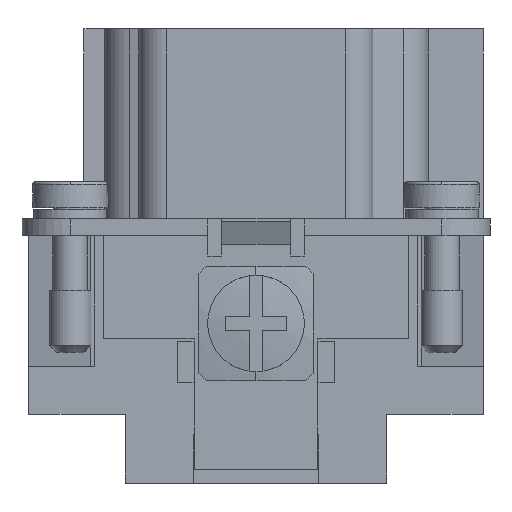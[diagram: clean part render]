
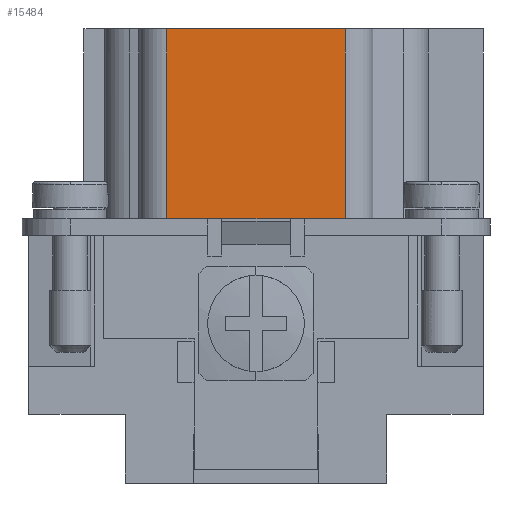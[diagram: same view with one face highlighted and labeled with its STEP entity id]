
A CAD part, left-side view. The second image highlights one B-rep face of the part: STEP entity #15484.
In plain terms, the highlighted planar face has unit normal (-1, 0, 0).
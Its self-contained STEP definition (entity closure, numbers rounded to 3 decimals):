
#12743=CARTESIAN_POINT('',(-24.5,6.5,33.));
#12744=VERTEX_POINT('',#12743);
#12752=CARTESIAN_POINT('',(-24.5,-6.5,33.));
#12753=VERTEX_POINT('',#12752);
#12754=CARTESIAN_POINT('',(-24.5,-6.5,33.));
#12755=DIRECTION('',(0.0,1.0,0.0));
#12756=VECTOR('',#12755,13.);
#12757=LINE('',#12754,#12756);
#12758=EDGE_CURVE('',#12753,#12744,#12757,.T.);
#14318=CARTESIAN_POINT('',(-24.5,-3.5,19.2));
#14319=VERTEX_POINT('',#14318);
#14326=CARTESIAN_POINT('',(-24.5,3.5,19.2));
#14327=VERTEX_POINT('',#14326);
#14328=CARTESIAN_POINT('',(-24.5,3.5,19.2));
#14329=DIRECTION('',(0.0,-1.0,0.0));
#14330=VECTOR('',#14329,7.0);
#14331=LINE('',#14328,#14330);
#14332=EDGE_CURVE('',#14327,#14319,#14331,.T.);
#15435=CARTESIAN_POINT('',(-24.5,-6.5,19.2));
#15436=VERTEX_POINT('',#15435);
#15437=CARTESIAN_POINT('',(-24.5,-6.5,19.2));
#15438=DIRECTION('',(0.0,0.0,1.0));
#15439=VECTOR('',#15438,13.8);
#15440=LINE('',#15437,#15439);
#15441=EDGE_CURVE('',#15436,#12753,#15440,.T.);
#15454=CARTESIAN_POINT('',(-24.5,-6.5,19.2));
#15455=DIRECTION('',(-1.0,0.0,0.0));
#15456=DIRECTION('',(0.0,0.0,1.0));
#15457=AXIS2_PLACEMENT_3D('',#15454,#15455,#15456);
#15458=PLANE('',#15457);
#15459=ORIENTED_EDGE('',*,*,#12758,.T.);
#15460=CARTESIAN_POINT('',(-24.5,6.5,19.2));
#15461=VERTEX_POINT('',#15460);
#15462=CARTESIAN_POINT('',(-24.5,6.5,19.2));
#15463=DIRECTION('',(0.0,0.0,1.0));
#15464=VECTOR('',#15463,13.8);
#15465=LINE('',#15462,#15464);
#15466=EDGE_CURVE('',#15461,#12744,#15465,.T.);
#15467=ORIENTED_EDGE('',*,*,#15466,.F.);
#15468=CARTESIAN_POINT('',(-24.5,3.5,19.2));
#15469=DIRECTION('',(0.0,1.0,0.0));
#15470=VECTOR('',#15469,3.);
#15471=LINE('',#15468,#15470);
#15472=EDGE_CURVE('',#14327,#15461,#15471,.T.);
#15473=ORIENTED_EDGE('',*,*,#15472,.F.);
#15474=ORIENTED_EDGE('',*,*,#14332,.T.);
#15475=CARTESIAN_POINT('',(-24.5,-6.5,19.2));
#15476=DIRECTION('',(0.0,1.0,0.0));
#15477=VECTOR('',#15476,3.);
#15478=LINE('',#15475,#15477);
#15479=EDGE_CURVE('',#15436,#14319,#15478,.T.);
#15480=ORIENTED_EDGE('',*,*,#15479,.F.);
#15481=ORIENTED_EDGE('',*,*,#15441,.T.);
#15482=EDGE_LOOP('',(#15459,#15467,#15473,#15474,#15480,#15481));
#15483=FACE_OUTER_BOUND('',#15482,.T.);
#15484=ADVANCED_FACE('',(#15483),#15458,.T.);
